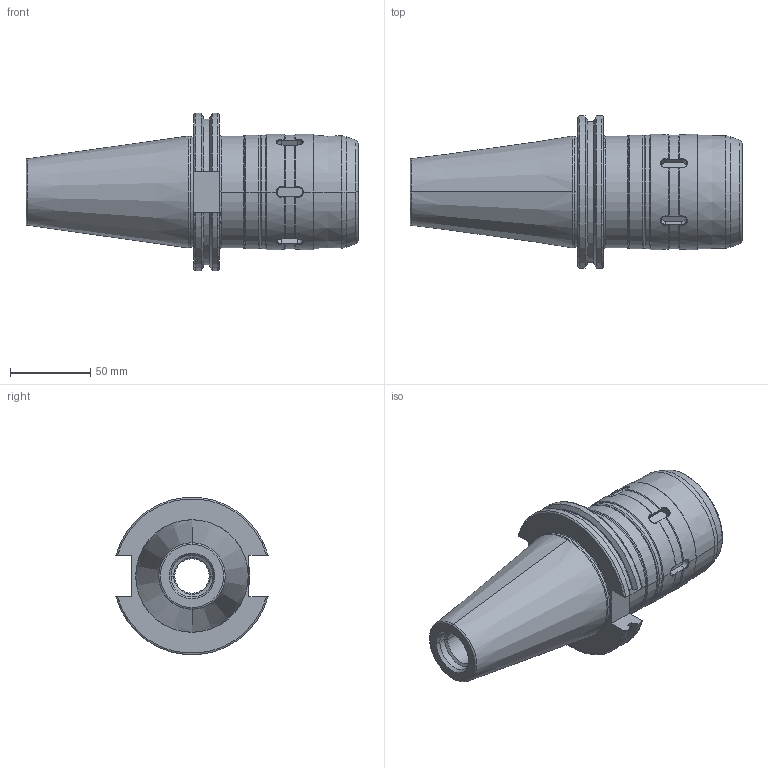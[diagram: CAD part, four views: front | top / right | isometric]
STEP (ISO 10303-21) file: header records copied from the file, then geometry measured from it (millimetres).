
FILE_DESCRIPTION((''),'2;1');
FILE_NAME('LL017-CAT50-C31_75-105_ASM','2020-03-30T',('MYPC'),(''),'PRO/ENGINEER BY PARAMETRIC TECHNOLOGY CORPORATION, 2012130','PRO/ENGINEER BY PARAMETRIC TECHNOLOGY CORPORATION, 2012130','');
FILE_SCHEMA(('CONFIG_CONTROL_DESIGN'));
Length unit declared in the file: millimetre
Products named in the file (3): LL017-CAT50-C31_75-105; C32_4CAP_3D20200309; LL017-CAT50-C31_75-105_ASM
Assembly tree (2 placements, depth 2):
  LL017-CAT50-C31_75-105_ASM
    LL017-CAT50-C31_75-105
    C32_4CAP_3D20200309
Bounding box: 207.1 x 94.93 x 98.03 mm (x, y, z)
Volume: 556414.2 mm3; surface area: 97047.3 mm2
Topology: 2 solids, 2 shells, 234 faces, 557 edges, 341 vertices
Faces by surface type: plane 72, cylinder 70, cone 50, torus 26, bspline 16
Entity records: 8076 total; most frequent: CARTESIAN_POINT 2660, DIRECTION 1119, ORIENTED_EDGE 1110, EDGE_CURVE 555, AXIS2_PLACEMENT_3D 439, VERTEX_POINT 341, EDGE_LOOP 254, VECTOR 241
